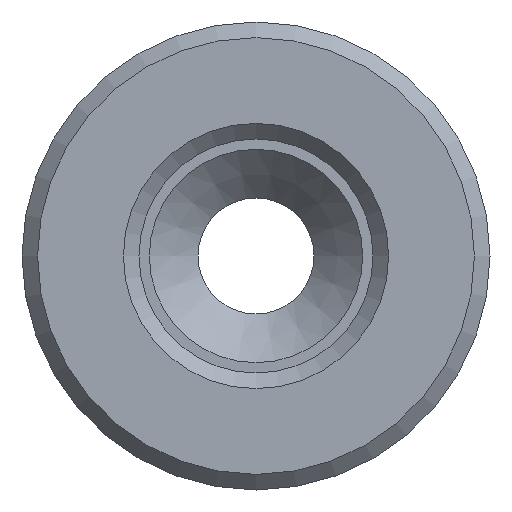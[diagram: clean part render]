
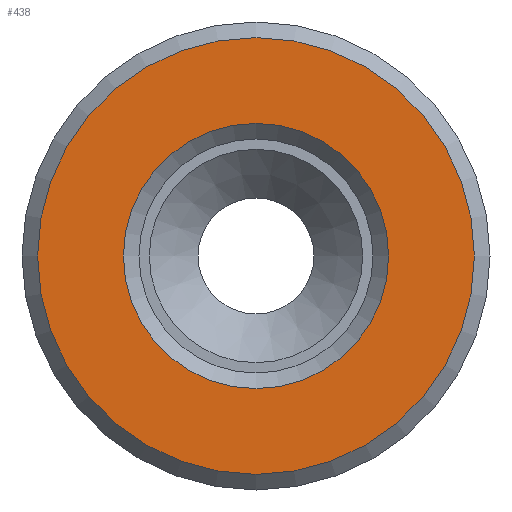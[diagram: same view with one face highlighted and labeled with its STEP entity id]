
A CAD part, left-side view. The second image highlights one B-rep face of the part: STEP entity #438.
In plain terms, the highlighted planar face has unit normal (-1, 0, 0).
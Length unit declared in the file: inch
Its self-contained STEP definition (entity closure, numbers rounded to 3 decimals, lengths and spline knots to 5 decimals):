
#19=FACE_BOUND('',#71,.T.);
#26=PLANE('',#488);
#45=FACE_OUTER_BOUND('',#70,.T.);
#70=EDGE_LOOP('',(#307,#308));
#71=EDGE_LOOP('',(#309));
#140=CIRCLE('',#482,0.34);
#145=CIRCLE('',#489,0.56);
#146=CIRCLE('',#490,0.56);
#182=VERTEX_POINT('',#706);
#187=VERTEX_POINT('',#720);
#188=VERTEX_POINT('',#721);
#230=EDGE_CURVE('',#182,#182,#140,.T.);
#237=EDGE_CURVE('',#187,#188,#145,.T.);
#238=EDGE_CURVE('',#188,#187,#146,.T.);
#307=ORIENTED_EDGE('',*,*,#237,.F.);
#308=ORIENTED_EDGE('',*,*,#238,.F.);
#309=ORIENTED_EDGE('',*,*,#230,.F.);
#438=ADVANCED_FACE('',(#45,#19),#26,.T.);
#482=AXIS2_PLACEMENT_3D('',#707,#552,#553);
#488=AXIS2_PLACEMENT_3D('',#719,#566,#567);
#489=AXIS2_PLACEMENT_3D('',#722,#568,#569);
#490=AXIS2_PLACEMENT_3D('',#723,#570,#571);
#552=DIRECTION('center_axis',(-1.,0.,0.));
#553=DIRECTION('ref_axis',(0.,-1.,0.));
#566=DIRECTION('center_axis',(-1.,0.,0.));
#567=DIRECTION('ref_axis',(0.,0.,1.));
#568=DIRECTION('center_axis',(1.,0.,0.));
#569=DIRECTION('ref_axis',(0.,0.,-1.));
#570=DIRECTION('center_axis',(1.,0.,0.));
#571=DIRECTION('ref_axis',(0.,0.,-1.));
#706=CARTESIAN_POINT('',(0.,0.34,0.));
#707=CARTESIAN_POINT('Origin',(0.,0.,
0.));
#719=CARTESIAN_POINT('Origin',(0.,0.56,0.));
#720=CARTESIAN_POINT('',(0.,0.56,0.));
#721=CARTESIAN_POINT('',(0.,-0.56,0.));
#722=CARTESIAN_POINT('Origin',(0.,0.,
0.));
#723=CARTESIAN_POINT('Origin',(0.,0.,
0.));
